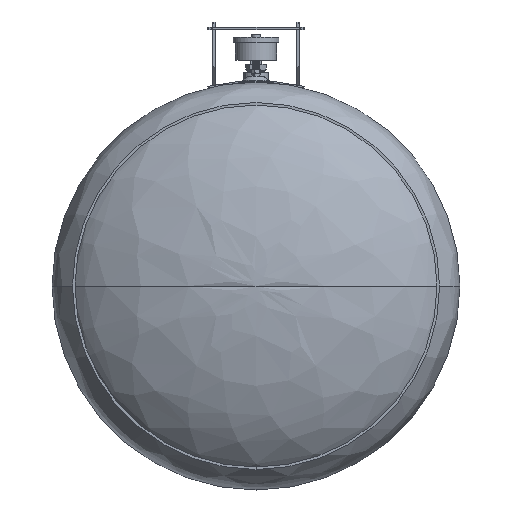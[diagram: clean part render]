
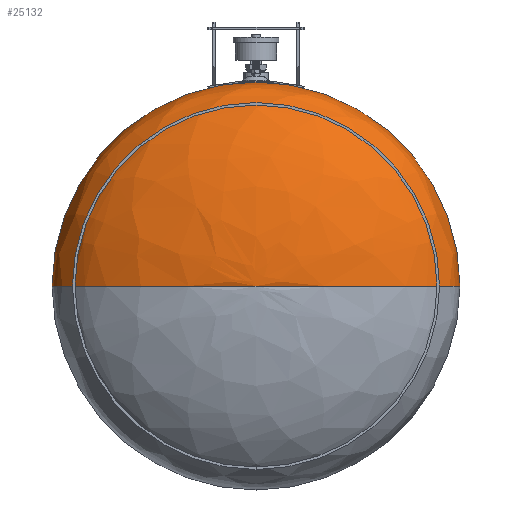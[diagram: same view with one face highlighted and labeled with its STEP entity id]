
A CAD part, front view. The second image highlights one B-rep face of the part: STEP entity #25132.
In plain terms, the highlighted free-form (B-spline) face has degree [3, 3] with [4, 4] control points.
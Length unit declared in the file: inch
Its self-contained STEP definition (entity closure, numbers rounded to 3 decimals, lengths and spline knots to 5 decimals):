
#1755 = CARTESIAN_POINT ( 'NONE',  ( 0., 5.62, 0. ) ) ;
#3719 = CARTESIAN_POINT ( 'NONE',  ( 0., 5.62, 0. ) ) ;
#4053 =( BOUNDED_SURFACE ( )  B_SPLINE_SURFACE ( 3, 3, ( 
 ( #3719, #1755, #9738, #5801 ),
 ( #19411, #17593, #13782, #11294 ),
 ( #11163, #25293, #17194, #23326 ),
 ( #7356, #5545, #7227, #9455 ) ),
 .UNSPECIFIED., .F., .F., .F. ) 
 B_SPLINE_SURFACE_WITH_KNOTS ( ( 4, 4 ),
 ( 4, 4 ),
 ( 0., 1. ),
 ( 0., 1. ),
 .UNSPECIFIED. ) 
 GEOMETRIC_REPRESENTATION_ITEM ( )  RATIONAL_B_SPLINE_SURFACE ( (
 ( 1., 0.333, 0.333, 1.),
 ( 0.805, 0.268, 0.268, 0.805),
 ( 0.805, 0.268, 0.268, 0.805),
 ( 1., 0.333, 0.333, 1.) ) ) 
 REPRESENTATION_ITEM ( '' )  SURFACE ( )  );
#4216 =( BOUNDED_CURVE ( )  B_SPLINE_CURVE ( 3, ( #9651, #23627, #5720, #19990 ),
 .UNSPECIFIED., .F., .F. ) 
 B_SPLINE_CURVE_WITH_KNOTS ( ( 4, 4 ),
 ( 1.5708, 3.14159 ),
 .UNSPECIFIED. ) 
 CURVE ( )  GEOMETRIC_REPRESENTATION_ITEM ( )  RATIONAL_B_SPLINE_CURVE ( ( 1., 0.805, 0.805, 1. ) ) 
 REPRESENTATION_ITEM ( '' )  );
#4723 = CARTESIAN_POINT ( 'NONE',  ( -5.85786, 5.62, 0. ) ) ;
#5123 = VERTEX_POINT ( 'NONE', #23626 ) ;
#5545 = CARTESIAN_POINT ( 'NONE',  ( -10., 0.5575, -20. ) ) ;
#5595 = CARTESIAN_POINT ( 'NONE',  ( 0., 0.5575, 0. ) ) ;
#5720 = CARTESIAN_POINT ( 'NONE',  ( 10., 3.52304, 0. ) ) ;
#5801 = CARTESIAN_POINT ( 'NONE',  ( 0., 5.62, 0. ) ) ;
#7227 = CARTESIAN_POINT ( 'NONE',  ( 10., 0.5575, -20. ) ) ;
#7356 = CARTESIAN_POINT ( 'NONE',  ( -10., 0.5575, 0. ) ) ;
#8448 = CARTESIAN_POINT ( 'NONE',  ( 10., 0.5575, 0. ) ) ;
#9455 = CARTESIAN_POINT ( 'NONE',  ( 10., 0.5575, 0. ) ) ;
#9651 = CARTESIAN_POINT ( 'NONE',  ( 0., 5.62, 0. ) ) ;
#9738 = CARTESIAN_POINT ( 'NONE',  ( 0., 5.62, 0. ) ) ;
#11163 = CARTESIAN_POINT ( 'NONE',  ( -10., 3.52304, 0. ) ) ;
#11294 = CARTESIAN_POINT ( 'NONE',  ( 5.85786, 5.62, 0. ) ) ;
#11954 = CARTESIAN_POINT ( 'NONE',  ( -10., 0.5575, 0. ) ) ;
#12399 = ORIENTED_EDGE ( 'NONE', *, *, #22392, .F. ) ;
#12631 = EDGE_CURVE ( 'NONE', #5123, #23030, #23739, .T. ) ;
#12813 = CARTESIAN_POINT ( 'NONE',  ( 0., 5.62, 0. ) ) ;
#13071 = CARTESIAN_POINT ( 'NONE',  ( -10., 0.5575, 0. ) ) ;
#13572 = DIRECTION ( 'NONE',  ( 0., -1., 0. ) ) ;
#13782 = CARTESIAN_POINT ( 'NONE',  ( 5.85786, 5.62, -11.71573 ) ) ;
#14508 = ORIENTED_EDGE ( 'NONE', *, *, #24299, .F. ) ;
#15988 = DIRECTION ( 'NONE',  ( 0., -1., 0. ) ) ;
#16111 = ORIENTED_EDGE ( 'NONE', *, *, #20741, .T. ) ;
#16347 = CIRCLE ( 'NONE', #17588, 10. ) ;
#16668 = AXIS2_PLACEMENT_3D ( 'NONE', #19508, #15988, #25785 ) ;
#17194 = CARTESIAN_POINT ( 'NONE',  ( 10., 3.52304, -20. ) ) ;
#17588 = AXIS2_PLACEMENT_3D ( 'NONE', #5595, #13572, #21692 ) ;
#17593 = CARTESIAN_POINT ( 'NONE',  ( -5.85786, 5.62, -11.71573 ) ) ;
#18346 = CIRCLE ( 'NONE', #16668, 10. ) ;
#19411 = CARTESIAN_POINT ( 'NONE',  ( -5.85786, 5.62, 0. ) ) ;
#19508 = CARTESIAN_POINT ( 'NONE',  ( 0., 0.5575, 0. ) ) ;
#19772 = EDGE_LOOP ( 'NONE', ( #20591, #16111, #12399, #14508 ) ) ;
#19990 = CARTESIAN_POINT ( 'NONE',  ( 10., 0.5575, 0. ) ) ;
#20591 = ORIENTED_EDGE ( 'NONE', *, *, #12631, .F. ) ;
#20741 = EDGE_CURVE ( 'NONE', #5123, #20894, #4216, .T. ) ;
#20806 = CARTESIAN_POINT ( 'NONE',  ( -10., 3.52304, 0. ) ) ;
#20894 = VERTEX_POINT ( 'NONE', #8448 ) ;
#21692 = DIRECTION ( 'NONE',  ( 0., 0., -1. ) ) ;
#22171 = VERTEX_POINT ( 'NONE', #23766 ) ;
#22392 = EDGE_CURVE ( 'NONE', #22171, #20894, #16347, .T. ) ;
#23030 = VERTEX_POINT ( 'NONE', #11954 ) ;
#23326 = CARTESIAN_POINT ( 'NONE',  ( 10., 3.52304, 0. ) ) ;
#23457 = FACE_OUTER_BOUND ( 'NONE', #19772, .T. ) ;
#23626 = CARTESIAN_POINT ( 'NONE',  ( 0., 5.62, 0. ) ) ;
#23627 = CARTESIAN_POINT ( 'NONE',  ( 5.85786, 5.62, 0. ) ) ;
#23739 =( BOUNDED_CURVE ( )  B_SPLINE_CURVE ( 3, ( #12813, #4723, #20806, #13071 ),
 .UNSPECIFIED., .F., .F. ) 
 B_SPLINE_CURVE_WITH_KNOTS ( ( 4, 4 ),
 ( 1.5708, 3.14159 ),
 .UNSPECIFIED. ) 
 CURVE ( )  GEOMETRIC_REPRESENTATION_ITEM ( )  RATIONAL_B_SPLINE_CURVE ( ( 1., 0.805, 0.805, 1. ) ) 
 REPRESENTATION_ITEM ( '' )  );
#23766 = CARTESIAN_POINT ( 'NONE',  ( 0., 0.5575, -10. ) ) ;
#24299 = EDGE_CURVE ( 'NONE', #23030, #22171, #18346, .T. ) ;
#25132 = ADVANCED_FACE ( 'NONE', ( #23457 ), #4053, .F. ) ;
#25293 = CARTESIAN_POINT ( 'NONE',  ( -10., 3.52304, -20. ) ) ;
#25785 = DIRECTION ( 'NONE',  ( 0., 0., -1. ) ) ;
